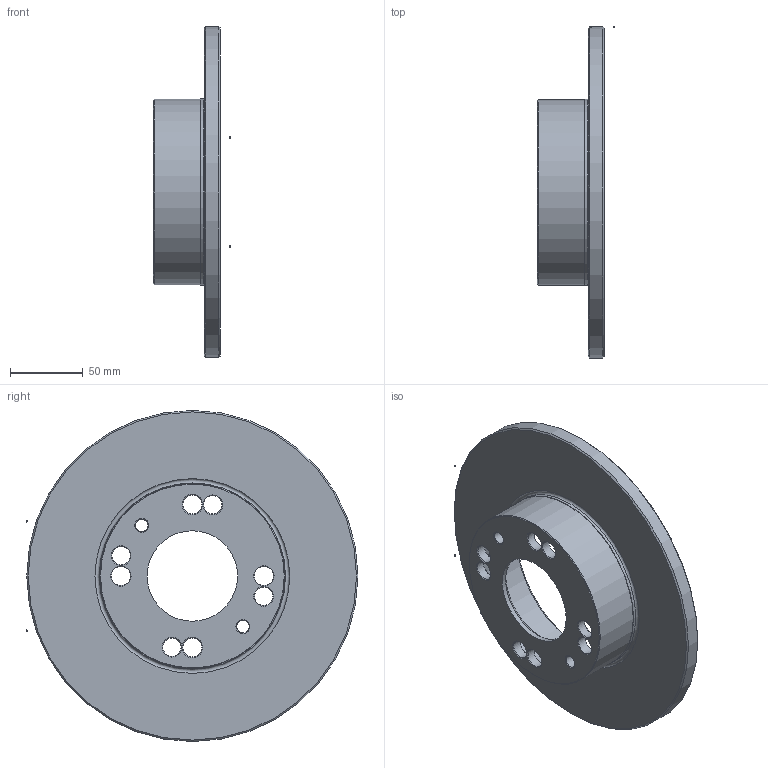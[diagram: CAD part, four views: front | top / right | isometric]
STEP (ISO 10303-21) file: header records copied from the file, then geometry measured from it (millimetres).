
FILE_DESCRIPTION(/* description */ (''),/* implementation_level */ '2;1');
FILE_NAME(/* name */ '_ASSIEME_MOZZO_DISCO__ASM_1_MIR_ASM.stp',/* time_stamp */ '2016-06-02T11:13:48+02:00',/* author */ (''),/* organization */ (''),/* preprocessor_version */ 'ST-DEVELOPER v16.5',/* originating_system */ 'Autodesk Translation Framework v5.0.0.3310',/* authorisation */ '');
FILE_SCHEMA (('AUTOMOTIVE_DESIGN { 1 0 10303 214 3 1 1 }'));
Length unit declared in the file: centimetre
Products named in the file (6): _ASSIEME_MOZZO_DISCO__ASM_1_MIR_ASM; MANIFOLD_SOLID_BREP_2640__1_MIR; MANIFOLD_SOLID_BREP_2728__1_MIR; MANIFOLD_SOLID_BREP_2816__1_MIR; MANIFOLD_SOLID_BREP_2904__1_MIR; MANIFOLD_SOLID_BREP_2992__1_MIR
Assembly tree (5 placements, depth 2):
  _ASSIEME_MOZZO_DISCO__ASM_1_MIR_ASM
    MANIFOLD_SOLID_BREP_2640__1_MIR
    MANIFOLD_SOLID_BREP_2728__1_MIR
    MANIFOLD_SOLID_BREP_2816__1_MIR
    MANIFOLD_SOLID_BREP_2904__1_MIR
    MANIFOLD_SOLID_BREP_2992__1_MIR
Bounding box: 53 x 227.5 x 227 mm (x, y, z)
Volume: 425421.5 mm3; surface area: 110880.3 mm2
Topology: 5 solids, 5 shells, 60 faces, 124 edges, 78 vertices
Faces by surface type: cone 21, cylinder 21, plane 14, torus 4
Full cylindrical faces by diameter (mm): 1 x4, 8.5 x2, 12.5 x4, 13 x4, 62 x1, 117 x1, 118 x1, 127 x1, 127.6 x1, 133.5 x1, 227 x1
Entity records: 1431 total; most frequent: DIRECTION 274, CARTESIAN_POINT 203, AXIS2_PLACEMENT_3D 137, EDGE_LOOP 132, ORIENTED_EDGE 132, FACE_BOUND 72, CIRCLE 66, VERTEX_POINT 66
